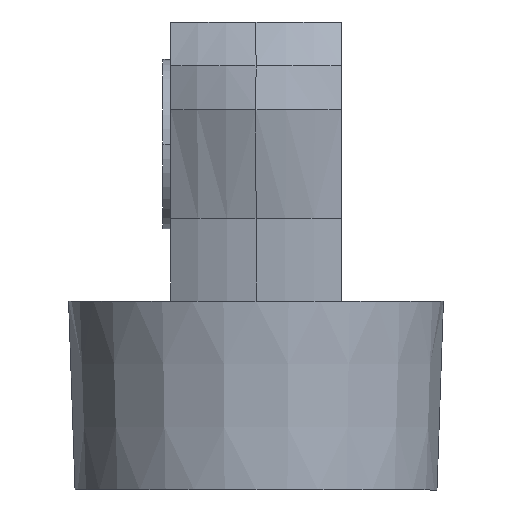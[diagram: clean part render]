
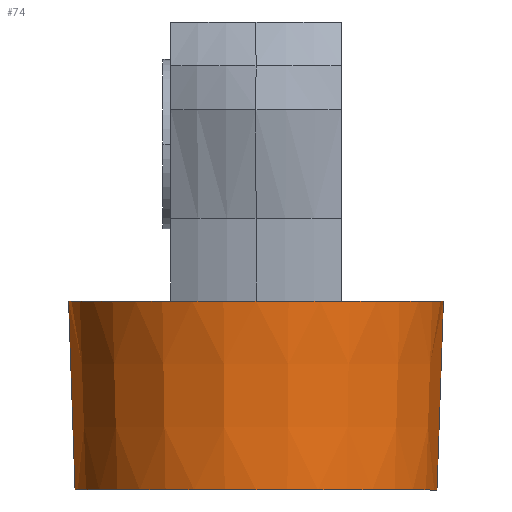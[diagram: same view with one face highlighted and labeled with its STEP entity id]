
A CAD part, front view. The second image highlights one B-rep face of the part: STEP entity #74.
In plain terms, the highlighted conical face has half-angle 1.96 degrees and reference radius 6.634 mm.
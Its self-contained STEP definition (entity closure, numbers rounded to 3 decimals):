
#66 = CARTESIAN_POINT ( 'NONE',  ( -5.78, -26.35, 0.559 ) ) ;
#74 = ADVANCED_FACE ( 'NONE', ( #1027 ), #986, .T. ) ;
#150 = ORIENTED_EDGE ( 'NONE', *, *, #525, .T. ) ;
#199 = CARTESIAN_POINT ( 'NONE',  ( -5.551, -26.35, 7.243 ) ) ;
#225 = DIRECTION ( 'NONE',  ( 0.034, 0., 0.999 ) ) ;
#302 = VERTEX_POINT ( 'NONE', #199 ) ;
#405 = EDGE_CURVE ( 'NONE', #1436, #641, #542, .T. ) ;
#428 = CARTESIAN_POINT ( 'NONE',  ( -12.185, -26.35, 7.243 ) ) ;
#453 = CARTESIAN_POINT ( 'NONE',  ( -18.59, -26.35, 0.559 ) ) ;
#525 = EDGE_CURVE ( 'NONE', #1099, #302, #1340, .T. ) ;
#542 = LINE ( 'NONE', #1014, #1319 ) ;
#571 = DIRECTION ( 'NONE',  ( 0., 0., -1. ) ) ;
#572 = ORIENTED_EDGE ( 'NONE', *, *, #1454, .F. ) ;
#641 = VERTEX_POINT ( 'NONE', #657 ) ;
#657 = CARTESIAN_POINT ( 'NONE',  ( -18.819, -26.35, 7.243 ) ) ;
#729 = CARTESIAN_POINT ( 'NONE',  ( -12.185, -26.35, 7.243 ) ) ;
#858 = DIRECTION ( 'NONE',  ( -1., 0., 0. ) ) ;
#863 = DIRECTION ( 'NONE',  ( 0., 0., -1. ) ) ;
#906 = VECTOR ( 'NONE', #225, 1000. ) ;
#935 = AXIS2_PLACEMENT_3D ( 'NONE', #428, #1345, #1219 ) ;
#982 = ORIENTED_EDGE ( 'NONE', *, *, #1089, .T. ) ;
#986 = CONICAL_SURFACE ( 'NONE', #935, 6.634, 0.034 ) ;
#1014 = CARTESIAN_POINT ( 'NONE',  ( -18.819, -26.35, 7.243 ) ) ;
#1021 = DIRECTION ( 'NONE',  ( -0.034, 0., 0.999 ) ) ;
#1027 = FACE_OUTER_BOUND ( 'NONE', #1135, .T. ) ;
#1089 = EDGE_CURVE ( 'NONE', #302, #641, #1530, .T. ) ;
#1099 = VERTEX_POINT ( 'NONE', #66 ) ;
#1103 = AXIS2_PLACEMENT_3D ( 'NONE', #1503, #571, #858 ) ;
#1115 = DIRECTION ( 'NONE',  ( -1., 0., 0. ) ) ;
#1129 = ORIENTED_EDGE ( 'NONE', *, *, #405, .F. ) ;
#1135 = EDGE_LOOP ( 'NONE', ( #1129, #572, #150, #982 ) ) ;
#1161 = CARTESIAN_POINT ( 'NONE',  ( -5.551, -26.35, 7.243 ) ) ;
#1219 = DIRECTION ( 'NONE',  ( 1., 0., 0. ) ) ;
#1301 = CIRCLE ( 'NONE', #1103, 6.405 ) ;
#1319 = VECTOR ( 'NONE', #1021, 1000. ) ;
#1337 = AXIS2_PLACEMENT_3D ( 'NONE', #729, #863, #1115 ) ;
#1340 = LINE ( 'NONE', #1161, #906 ) ;
#1345 = DIRECTION ( 'NONE',  ( 0., 0., 1. ) ) ;
#1436 = VERTEX_POINT ( 'NONE', #453 ) ;
#1454 = EDGE_CURVE ( 'NONE', #1099, #1436, #1301, .T. ) ;
#1503 = CARTESIAN_POINT ( 'NONE',  ( -12.185, -26.35, 0.559 ) ) ;
#1530 = CIRCLE ( 'NONE', #1337, 6.634 ) ;
